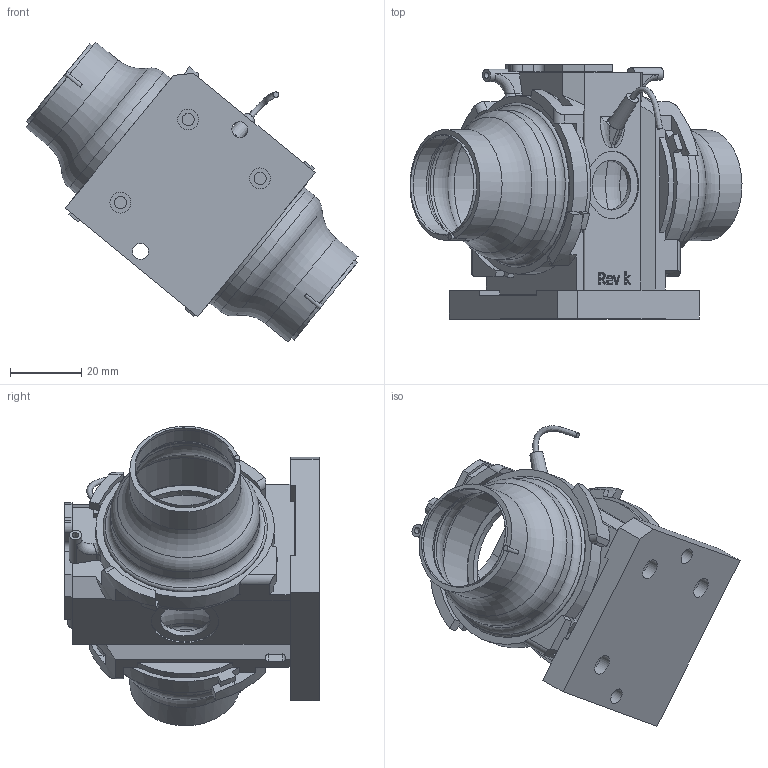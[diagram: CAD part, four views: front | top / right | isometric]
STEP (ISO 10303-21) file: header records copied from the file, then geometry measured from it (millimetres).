
FILE_DESCRIPTION(/* description */ (''),/* implementation_level */ '2;1');
FILE_NAME(/* name */ 'Chamber_assembly.stp',/* time_stamp */ '2024-08-22T15:25:42+02:00',/* author */ ('ak-stelzer'),/* organization */ (''),/* preprocessor_version */ 'ST-DEVELOPER v19.2',/* originating_system */ 'Autodesk Inventor 2023',/* authorisation */ '');
FILE_SCHEMA (('AUTOMOTIVE_DESIGN { 1 0 10303 214 3 1 1 }'));
Length unit declared in the file: millimetre
Products named in the file (7): Chamber_assembly; Chamber_2.0_k_sislicon_more_space_clamps; ChamberMount_c; Chamber_lid; Sealing_ring_20x1_silicone_i; Sealing_silicone_h; TempSensor_RS-762-1134
Assembly tree (8 placements, depth 2):
  Chamber_assembly
    Chamber_2.0_k_sislicon_more_space_clamps
    Sealing_ring_20x1_silicone_i  x2
    Sealing_silicone_h  x2
    ChamberMount_c
    Chamber_lid
    TempSensor_RS-762-1134
Bounding box: 92.93 x 71.17 x 83.85 mm (x, y, z)
Volume: 50280.8 mm3; surface area: 54134.7 mm2
Topology: 8 solids, 8 shells, 1134 faces, 4516 edges, 3094 vertices
Faces by surface type: plane 606, cylinder 432, torus 33, cone 33, bspline 29, sphere 1
Full cylindrical faces by diameter (mm): 1.5 x2, 1.8 x6, 3 x1, 3.15 x1, 3.4 x3, 3.5 x2, 4.1 x3, 4.5 x2, 5.8 x3, 14 x2, 18.9 x2, 28 x2, 28.1 x2, 30 x2, 31 x2, 37 x2, 40.8 x2, 41.8 x2, 45.6 x2, 46.02 x2
Entity records: 30683 total; most frequent: CARTESIAN_POINT 7412, ORIENTED_EDGE 5460, DIRECTION 4410, EDGE_CURVE 2730, VERTEX_POINT 1855, LINE 1616, VECTOR 1616, AXIS2_PLACEMENT_3D 1397
